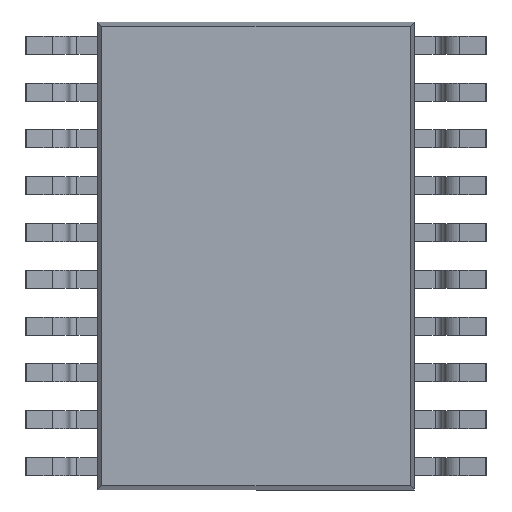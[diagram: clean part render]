
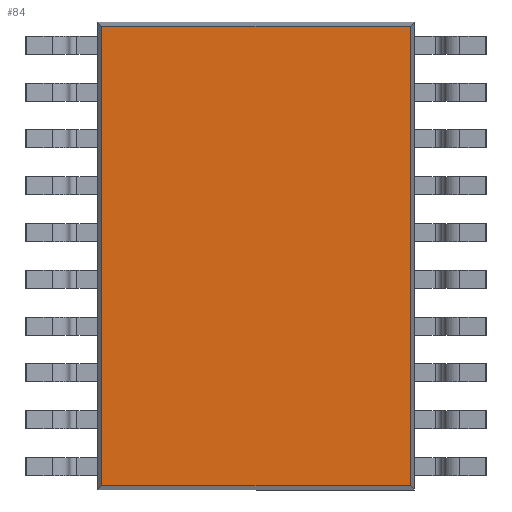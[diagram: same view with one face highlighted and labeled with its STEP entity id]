
A CAD part, front view. The second image highlights one B-rep face of the part: STEP entity #84.
In plain terms, the highlighted planar face has unit normal (0, -1, 0).
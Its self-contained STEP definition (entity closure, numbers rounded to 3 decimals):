
#84 = ADVANCED_FACE ( 'NONE', ( #8683 ), #1576, .T. ) ;
#565 = VECTOR ( 'NONE', #3417, 1000. ) ;
#679 = VERTEX_POINT ( 'NONE', #1984 ) ;
#699 = LINE ( 'NONE', #2874, #859 ) ;
#838 = CARTESIAN_POINT ( 'NONE',  ( -2.2, 0.1, -3.19 ) ) ;
#859 = VECTOR ( 'NONE', #9225, 1000. ) ;
#1576 = PLANE ( 'NONE',  #8467 ) ;
#1606 = LINE ( 'NONE', #838, #2412 ) ;
#1700 = EDGE_CURVE ( 'NONE', #3294, #7652, #1606, .T. ) ;
#1984 = CARTESIAN_POINT ( 'NONE',  ( -2.14, 0.1, 3.19 ) ) ;
#2243 = CARTESIAN_POINT ( 'NONE',  ( 0., 0.1, 0. ) ) ;
#2344 = ORIENTED_EDGE ( 'NONE', *, *, #8085, .T. ) ;
#2412 = VECTOR ( 'NONE', #5146, 1000. ) ;
#2751 = EDGE_LOOP ( 'NONE', ( #8873, #2344, #5637, #9038 ) ) ;
#2874 = CARTESIAN_POINT ( 'NONE',  ( -2.14, 0.1, 3.25 ) ) ;
#3294 = VERTEX_POINT ( 'NONE', #4048 ) ;
#3417 = DIRECTION ( 'NONE',  ( -1., 0., 0. ) ) ;
#3468 = CARTESIAN_POINT ( 'NONE',  ( 2.14, 0.1, -3.25 ) ) ;
#3555 = DIRECTION ( 'NONE',  ( 0., 0., -1. ) ) ;
#3916 = CARTESIAN_POINT ( 'NONE',  ( 2.14, 0.1, -3.19 ) ) ;
#4048 = CARTESIAN_POINT ( 'NONE',  ( -2.14, 0.1, -3.19 ) ) ;
#4609 = VECTOR ( 'NONE', #4703, 1000. ) ;
#4703 = DIRECTION ( 'NONE',  ( 0., 0., 1. ) ) ;
#4747 = LINE ( 'NONE', #3468, #4609 ) ;
#4776 = CARTESIAN_POINT ( 'NONE',  ( 2.14, 0.1, 3.19 ) ) ;
#4969 = VERTEX_POINT ( 'NONE', #4776 ) ;
#5120 = DIRECTION ( 'NONE',  ( 0., -1., 0. ) ) ;
#5146 = DIRECTION ( 'NONE',  ( 1., 0., 0. ) ) ;
#5637 = ORIENTED_EDGE ( 'NONE', *, *, #6766, .T. ) ;
#6766 = EDGE_CURVE ( 'NONE', #4969, #679, #7699, .T. ) ;
#6985 = CARTESIAN_POINT ( 'NONE',  ( 2.2, 0.1, 3.19 ) ) ;
#7652 = VERTEX_POINT ( 'NONE', #3916 ) ;
#7699 = LINE ( 'NONE', #6985, #565 ) ;
#7754 = EDGE_CURVE ( 'NONE', #679, #3294, #699, .T. ) ;
#8085 = EDGE_CURVE ( 'NONE', #7652, #4969, #4747, .T. ) ;
#8467 = AXIS2_PLACEMENT_3D ( 'NONE', #2243, #5120, #3555 ) ;
#8683 = FACE_OUTER_BOUND ( 'NONE', #2751, .T. ) ;
#8873 = ORIENTED_EDGE ( 'NONE', *, *, #1700, .T. ) ;
#9038 = ORIENTED_EDGE ( 'NONE', *, *, #7754, .T. ) ;
#9225 = DIRECTION ( 'NONE',  ( 0., 0., -1. ) ) ;
